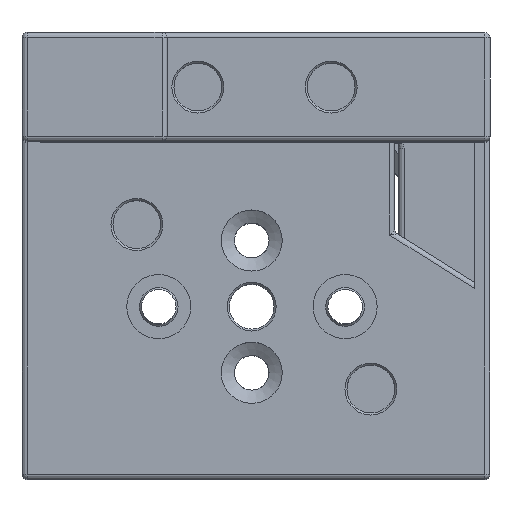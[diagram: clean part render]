
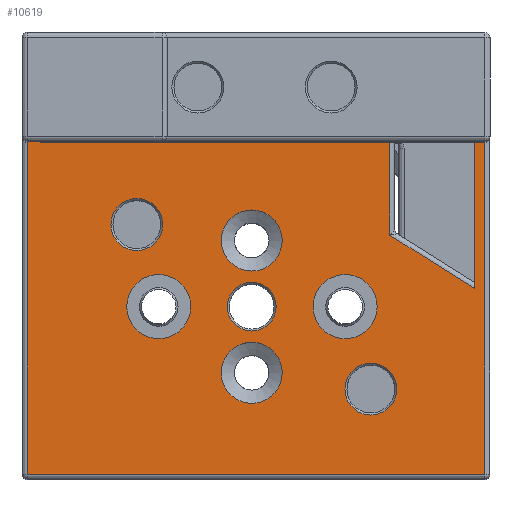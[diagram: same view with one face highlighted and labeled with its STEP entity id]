
A CAD part, top view. The second image highlights one B-rep face of the part: STEP entity #10619.
In plain terms, the highlighted planar face has unit normal (0, 0, 1).
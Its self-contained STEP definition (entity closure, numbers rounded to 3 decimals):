
#489=FACE_BOUND('',#1198,.T.);
#490=FACE_BOUND('',#1199,.T.);
#491=FACE_BOUND('',#1200,.T.);
#492=FACE_BOUND('',#1201,.T.);
#493=FACE_BOUND('',#1202,.T.);
#494=FACE_BOUND('',#1203,.T.);
#495=FACE_BOUND('',#1204,.T.);
#548=FACE_OUTER_BOUND('',#1197,.T.);
#1197=EDGE_LOOP('',(#7051,#7052,#7053,#7054,#7055,#7056,#7057,#7058,#7059,
#7060,#7061,#7062,#7063));
#1198=EDGE_LOOP('',(#7064));
#1199=EDGE_LOOP('',(#7065));
#1200=EDGE_LOOP('',(#7066));
#1201=EDGE_LOOP('',(#7067));
#1202=EDGE_LOOP('',(#7068));
#1203=EDGE_LOOP('',(#7069));
#1204=EDGE_LOOP('',(#7070));
#1905=CIRCLE('',#11286,1.);
#1906=CIRCLE('',#11287,0.5);
#1907=CIRCLE('',#11288,3.);
#1908=CIRCLE('',#11289,2.4);
#1909=CIRCLE('',#11290,2.55);
#1910=CIRCLE('',#11291,2.55);
#1911=CIRCLE('',#11292,3.15);
#1912=CIRCLE('',#11293,3.15);
#1913=CIRCLE('',#11294,3.);
#2316=LINE('',#15696,#3376);
#2317=LINE('',#15698,#3377);
#2318=LINE('',#15700,#3378);
#2319=LINE('',#15702,#3379);
#2320=LINE('',#15704,#3380);
#2321=LINE('',#15706,#3381);
#2322=LINE('',#15710,#3382);
#2323=LINE('',#15712,#3383);
#2324=LINE('',#15714,#3384);
#2325=LINE('',#15716,#3385);
#2326=LINE('',#15718,#3386);
#3376=VECTOR('',#12404,10.);
#3377=VECTOR('',#12405,10.);
#3378=VECTOR('',#12406,10.);
#3379=VECTOR('',#12407,10.);
#3380=VECTOR('',#12408,10.);
#3381=VECTOR('',#12409,10.);
#3382=VECTOR('',#12412,10.);
#3383=VECTOR('',#12413,10.);
#3384=VECTOR('',#12414,10.);
#3385=VECTOR('',#12415,10.);
#3386=VECTOR('',#12416,10.);
#4436=VERTEX_POINT('',#15694);
#4437=VERTEX_POINT('',#15695);
#4438=VERTEX_POINT('',#15697);
#4439=VERTEX_POINT('',#15699);
#4440=VERTEX_POINT('',#15701);
#4441=VERTEX_POINT('',#15703);
#4442=VERTEX_POINT('',#15705);
#4443=VERTEX_POINT('',#15707);
#4444=VERTEX_POINT('',#15709);
#4445=VERTEX_POINT('',#15711);
#4446=VERTEX_POINT('',#15713);
#4447=VERTEX_POINT('',#15715);
#4448=VERTEX_POINT('',#15717);
#4449=VERTEX_POINT('',#15720);
#4450=VERTEX_POINT('',#15722);
#4451=VERTEX_POINT('',#15724);
#4452=VERTEX_POINT('',#15726);
#4453=VERTEX_POINT('',#15728);
#4454=VERTEX_POINT('',#15730);
#4455=VERTEX_POINT('',#15732);
#5430=EDGE_CURVE('',#4436,#4437,#2316,.T.);
#5431=EDGE_CURVE('',#4438,#4437,#2317,.T.);
#5432=EDGE_CURVE('',#4439,#4438,#2318,.T.);
#5433=EDGE_CURVE('',#4440,#4439,#2319,.T.);
#5434=EDGE_CURVE('',#4441,#4440,#2320,.T.);
#5435=EDGE_CURVE('',#4442,#4441,#2321,.T.);
#5436=EDGE_CURVE('',#4443,#4442,#1905,.T.);
#5437=EDGE_CURVE('',#4444,#4443,#2322,.T.);
#5438=EDGE_CURVE('',#4445,#4444,#2323,.T.);
#5439=EDGE_CURVE('',#4446,#4445,#2324,.T.);
#5440=EDGE_CURVE('',#4447,#4446,#2325,.T.);
#5441=EDGE_CURVE('',#4448,#4447,#2326,.T.);
#5442=EDGE_CURVE('',#4436,#4448,#1906,.T.);
#5443=EDGE_CURVE('',#4449,#4449,#1907,.T.);
#5444=EDGE_CURVE('',#4450,#4450,#1908,.T.);
#5445=EDGE_CURVE('',#4451,#4451,#1909,.T.);
#5446=EDGE_CURVE('',#4452,#4452,#1910,.T.);
#5447=EDGE_CURVE('',#4453,#4453,#1911,.T.);
#5448=EDGE_CURVE('',#4454,#4454,#1912,.T.);
#5449=EDGE_CURVE('',#4455,#4455,#1913,.T.);
#7051=ORIENTED_EDGE('',*,*,#5430,.T.);
#7052=ORIENTED_EDGE('',*,*,#5431,.F.);
#7053=ORIENTED_EDGE('',*,*,#5432,.F.);
#7054=ORIENTED_EDGE('',*,*,#5433,.F.);
#7055=ORIENTED_EDGE('',*,*,#5434,.F.);
#7056=ORIENTED_EDGE('',*,*,#5435,.F.);
#7057=ORIENTED_EDGE('',*,*,#5436,.F.);
#7058=ORIENTED_EDGE('',*,*,#5437,.F.);
#7059=ORIENTED_EDGE('',*,*,#5438,.F.);
#7060=ORIENTED_EDGE('',*,*,#5439,.F.);
#7061=ORIENTED_EDGE('',*,*,#5440,.F.);
#7062=ORIENTED_EDGE('',*,*,#5441,.F.);
#7063=ORIENTED_EDGE('',*,*,#5442,.F.);
#7064=ORIENTED_EDGE('',*,*,#5443,.T.);
#7065=ORIENTED_EDGE('',*,*,#5444,.F.);
#7066=ORIENTED_EDGE('',*,*,#5445,.F.);
#7067=ORIENTED_EDGE('',*,*,#5446,.F.);
#7068=ORIENTED_EDGE('',*,*,#5447,.T.);
#7069=ORIENTED_EDGE('',*,*,#5448,.T.);
#7070=ORIENTED_EDGE('',*,*,#5449,.T.);
#10293=PLANE('',#11285);
#10619=ADVANCED_FACE('',(#548,#489,#490,#491,#492,#493,#494,#495),#10293,
 .T.);
#11285=AXIS2_PLACEMENT_3D('',#15693,#12402,#12403);
#11286=AXIS2_PLACEMENT_3D('',#15708,#12410,#12411);
#11287=AXIS2_PLACEMENT_3D('',#15719,#12417,#12418);
#11288=AXIS2_PLACEMENT_3D('',#15721,#12419,#12420);
#11289=AXIS2_PLACEMENT_3D('',#15723,#12421,#12422);
#11290=AXIS2_PLACEMENT_3D('',#15725,#12423,#12424);
#11291=AXIS2_PLACEMENT_3D('',#15727,#12425,#12426);
#11292=AXIS2_PLACEMENT_3D('',#15729,#12427,#12428);
#11293=AXIS2_PLACEMENT_3D('',#15731,#12429,#12430);
#11294=AXIS2_PLACEMENT_3D('',#15733,#12431,#12432);
#12402=DIRECTION('center_axis',(0.,0.,
1.));
#12403=DIRECTION('ref_axis',(0.,-1.,0.));
#12404=DIRECTION('',(0.,-1.,0.));
#12405=DIRECTION('',(0.847,-0.531,0.));
#12406=DIRECTION('',(0.,-1.,0.));
#12407=DIRECTION('',(1.,0.,0.));
#12408=DIRECTION('',(0.,1.,0.));
#12409=DIRECTION('',(1.,0.,0.));
#12410=DIRECTION('center_axis',(0.,0.,
1.));
#12411=DIRECTION('ref_axis',(-0.707,0.707,0.));
#12412=DIRECTION('',(1.,0.,0.));
#12413=DIRECTION('',(0.,1.,0.));
#12414=DIRECTION('',(-1.,0.,0.));
#12415=DIRECTION('',(0.,-1.,0.));
#12416=DIRECTION('',(1.,0.,0.));
#12417=DIRECTION('center_axis',(0.,0.,
1.));
#12418=DIRECTION('ref_axis',(0.707,-0.707,0.));
#12419=DIRECTION('center_axis',(0.,0.,
-1.));
#12420=DIRECTION('ref_axis',(1.,0.,0.));
#12421=DIRECTION('center_axis',(0.,0.,
1.));
#12422=DIRECTION('ref_axis',(-1.,0.,0.));
#12423=DIRECTION('center_axis',(0.,0.,
1.));
#12424=DIRECTION('ref_axis',(1.,0.,0.));
#12425=DIRECTION('center_axis',(0.,0.,
1.));
#12426=DIRECTION('ref_axis',(1.,0.,0.));
#12427=DIRECTION('center_axis',(0.,0.,
-1.));
#12428=DIRECTION('ref_axis',(1.,0.,0.));
#12429=DIRECTION('center_axis',(0.,0.,
-1.));
#12430=DIRECTION('ref_axis',(1.,0.,0.));
#12431=DIRECTION('center_axis',(0.,0.,
-1.));
#12432=DIRECTION('ref_axis',(1.,0.,0.));
#15693=CARTESIAN_POINT('Origin',(104.,137.386,81.492));
#15694=CARTESIAN_POINT('',(148.5,137.886,81.492));
#15695=CARTESIAN_POINT('',(148.5,123.035,81.492));
#15696=CARTESIAN_POINT('',(148.5,136.636,81.492));
#15697=CARTESIAN_POINT('',(140.149,128.268,81.492));
#15698=CARTESIAN_POINT('',(127.843,135.979,81.492));
#15699=CARTESIAN_POINT('',(140.149,137.386,81.492));
#15700=CARTESIAN_POINT('',(140.149,136.636,81.492));
#15701=CARTESIAN_POINT('',(109.211,137.386,81.492));
#15702=CARTESIAN_POINT('',(115.5,137.386,81.492));
#15703=CARTESIAN_POINT('',(109.211,137.386,81.492));
#15704=CARTESIAN_POINT('',(109.211,132.115,81.492));
#15705=CARTESIAN_POINT('',(105.845,137.386,81.492));
#15706=CARTESIAN_POINT('',(107.711,137.386,81.492));
#15707=CARTESIAN_POINT('',(105.845,137.386,81.492));
#15708=CARTESIAN_POINT('Origin',(106.711,136.886,81.492));
#15709=CARTESIAN_POINT('',(104.5,137.386,81.492));
#15710=CARTESIAN_POINT('',(115.5,137.386,81.492));
#15711=CARTESIAN_POINT('',(104.5,104.766,81.492));
#15712=CARTESIAN_POINT('',(104.5,142.742,81.492));
#15713=CARTESIAN_POINT('',(149.5,104.766,81.492));
#15714=CARTESIAN_POINT('',(115.5,104.766,81.492));
#15715=CARTESIAN_POINT('',(149.5,137.386,81.492));
#15716=CARTESIAN_POINT('',(149.5,142.742,81.492));
#15717=CARTESIAN_POINT('',(149.,137.386,81.492));
#15718=CARTESIAN_POINT('',(115.5,137.386,81.492));
#15719=CARTESIAN_POINT('Origin',(149.,137.886,81.492));
#15720=CARTESIAN_POINT('',(123.578,114.743,81.492));
#15721=CARTESIAN_POINT('Origin',(126.578,114.743,81.492));
#15722=CARTESIAN_POINT('',(128.978,121.243,81.492));
#15723=CARTESIAN_POINT('Origin',(126.578,121.243,81.492));
#15724=CARTESIAN_POINT('',(135.739,113.14,81.492));
#15725=CARTESIAN_POINT('Origin',(138.289,113.14,81.492));
#15726=CARTESIAN_POINT('',(112.739,129.314,81.492));
#15727=CARTESIAN_POINT('Origin',(115.289,129.314,81.492));
#15728=CARTESIAN_POINT('',(132.61,121.242,81.492));
#15729=CARTESIAN_POINT('Origin',(135.76,121.242,81.492));
#15730=CARTESIAN_POINT('',(114.293,121.242,81.492));
#15731=CARTESIAN_POINT('Origin',(117.443,121.242,81.492));
#15732=CARTESIAN_POINT('',(123.578,127.743,81.492));
#15733=CARTESIAN_POINT('Origin',(126.578,127.743,81.492));
